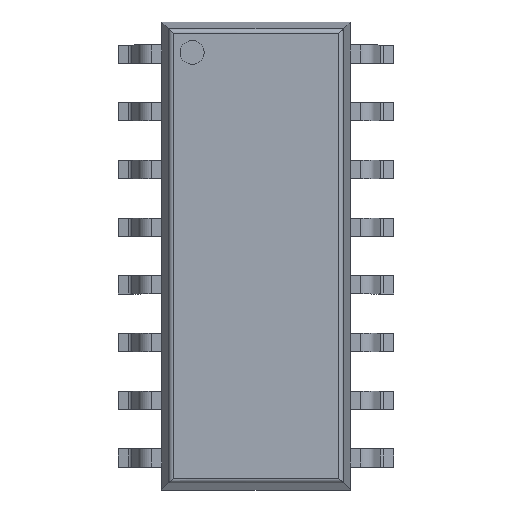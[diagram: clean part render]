
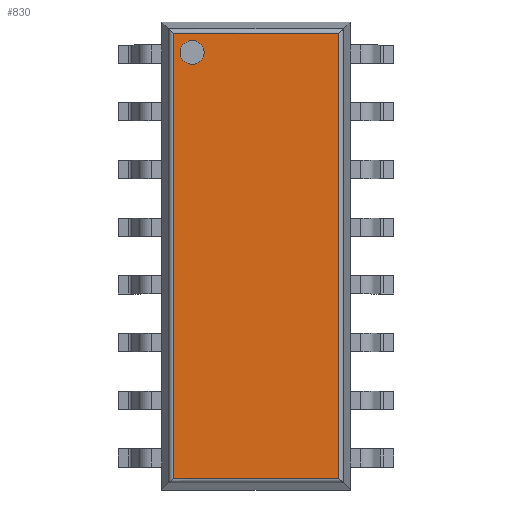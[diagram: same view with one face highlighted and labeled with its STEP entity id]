
A CAD part, top view. The second image highlights one B-rep face of the part: STEP entity #830.
In plain terms, the highlighted planar face has unit normal (0, 0, 1).
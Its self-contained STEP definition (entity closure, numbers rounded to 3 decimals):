
#780=CARTESIAN_POINT('',(-1.405,4.216,1.95));
#781=VERTEX_POINT('',#780);
#782=CARTESIAN_POINT('',(-1.405,4.48,1.95));
#783=DIRECTION('',(0.0,-0.0,1.0));
#784=DIRECTION('',(0.0,-1.0,-0.0));
#785=AXIS2_PLACEMENT_3D('',#782,#783,#784);
#786=CIRCLE('',#785,0.264);
#787=EDGE_CURVE('n� 674',#781,#781,#786,.T.);
#788=ORIENTED_EDGE('',*,*,#787,.F.);
#789=EDGE_LOOP('',(#788));
#790=FACE_OUTER_BOUND('',#789,.T.);
#791=CARTESIAN_POINT('',(-1.824,4.899,1.95));
#792=VERTEX_POINT('',#791);
#793=CARTESIAN_POINT('',(-1.824,-4.899,1.95));
#794=VERTEX_POINT('',#793);
#795=CARTESIAN_POINT('',(-1.824,-4.98,1.95));
#796=DIRECTION('',(0.0,-1.0,-0.0));
#797=VECTOR('',#796,1.0);
#798=LINE('',#795,#797);
#799=EDGE_CURVE('n� 467',#792,#794,#798,.T.);
#800=ORIENTED_EDGE('',*,*,#799,.T.);
#801=CARTESIAN_POINT('',(1.824,-4.899,1.95));
#802=VERTEX_POINT('',#801);
#803=CARTESIAN_POINT('',(1.905,-4.899,1.95));
#804=DIRECTION('',(1.0,0.0,0.0));
#805=VECTOR('',#804,1.0);
#806=LINE('',#803,#805);
#807=EDGE_CURVE('n� 470',#794,#802,#806,.T.);
#808=ORIENTED_EDGE('',*,*,#807,.T.);
#809=CARTESIAN_POINT('',(1.824,4.899,1.95));
#810=VERTEX_POINT('',#809);
#811=CARTESIAN_POINT('',(1.824,4.98,1.95));
#812=DIRECTION('',(-0.0,1.0,0.0));
#813=VECTOR('',#812,1.0);
#814=LINE('',#811,#813);
#815=EDGE_CURVE('n� 459',#802,#810,#814,.T.);
#816=ORIENTED_EDGE('',*,*,#815,.T.);
#817=CARTESIAN_POINT('',(-1.905,4.899,1.95));
#818=DIRECTION('',(-1.0,-0.0,0.0));
#819=VECTOR('',#818,1.0);
#820=LINE('',#817,#819);
#821=EDGE_CURVE('n� 463',#810,#792,#820,.T.);
#822=ORIENTED_EDGE('',*,*,#821,.T.);
#823=EDGE_LOOP('',(#800,#808,#816,#822));
#824=FACE_BOUND('',#823,.T.);
#825=CARTESIAN_POINT('',(-2.075,5.15,1.95));
#826=DIRECTION('',(0.0,0.0,-1.0));
#827=DIRECTION('',(0.0,1.0,0.0));
#828=AXIS2_PLACEMENT_3D('',#825,#826,#827);
#829=PLANE('',#828);
#830=ADVANCED_FACE('n� 1',(#790,#824),#829,.F.);
